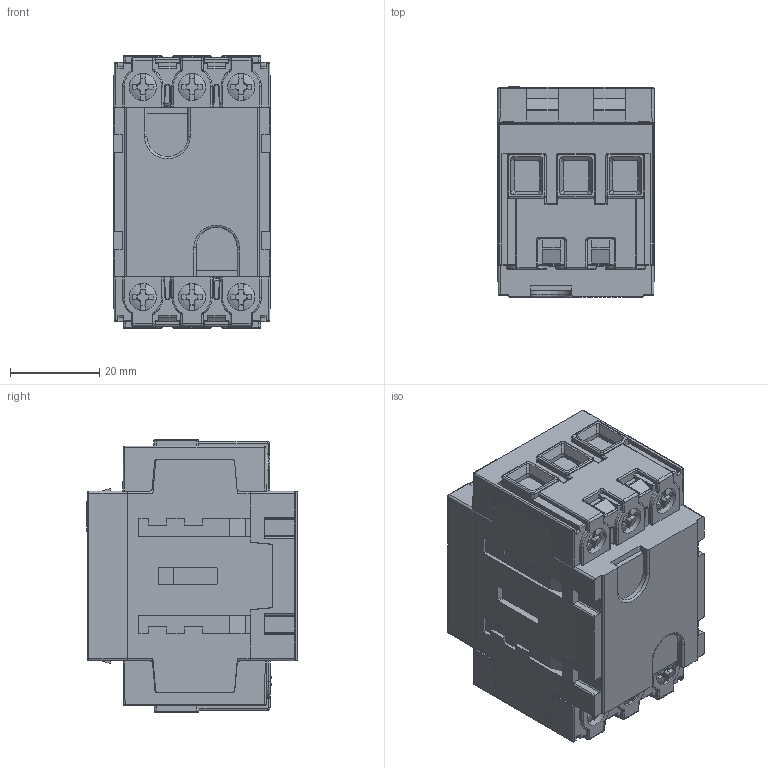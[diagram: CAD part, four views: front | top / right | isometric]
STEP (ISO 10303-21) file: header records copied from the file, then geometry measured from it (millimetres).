
FILE_DESCRIPTION((''),'2;1');
FILE_NAME('DS0323R_P_SW0001','2015-06-19T',('mangiapr'),(''),'PRO/ENGINEER BY PARAMETRIC TECHNOLOGY CORPORATION, 2011080','PRO/ENGINEER BY PARAMETRIC TECHNOLOGY CORPORATION, 2011080','');
FILE_SCHEMA(('CONFIG_CONTROL_DESIGN'));
Products named in the file (1): DS0323R_P_SW0001
Bounding box: 35 x 47 x 61 mm (x, y, z)
Volume: 74549 mm3; surface area: 34040 mm2
Topology: 2 solids, 2 shells, 2156 faces, 5985 edges, 3850 vertices
Faces by surface type: plane 1468, cylinder 452, bspline 64, torus 58, extrusion 54, cone 34, sphere 26
Entity records: 72448 total; most frequent: CARTESIAN_POINT 18127, ORIENTED_EDGE 11970, DIRECTION 10293, EDGE_CURVE 5985, VECTOR 4591, LINE 4537, VERTEX_POINT 3850, AXIS2_PLACEMENT_3D 2851
